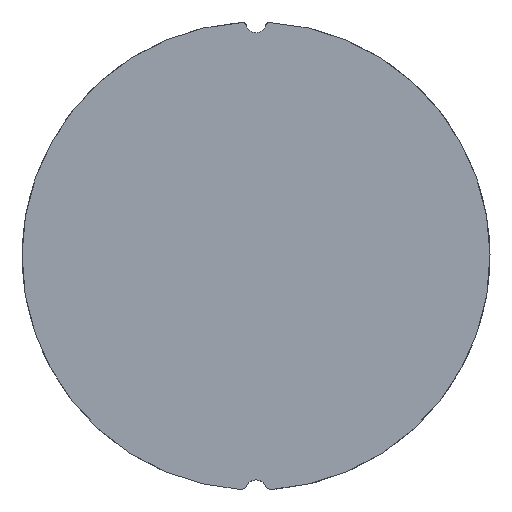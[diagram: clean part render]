
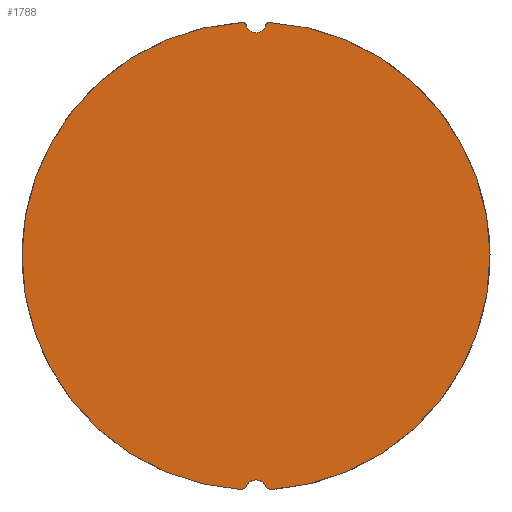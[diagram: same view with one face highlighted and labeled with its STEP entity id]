
A CAD part, front view. The second image highlights one B-rep face of the part: STEP entity #1788.
In plain terms, the highlighted planar face has unit normal (0, -1, 0).
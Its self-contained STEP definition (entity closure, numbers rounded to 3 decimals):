
#8 = AXIS2_PLACEMENT_3D ( 'NONE', #502, #1536, #955 ) ;
#42 = EDGE_CURVE ( 'NONE', #102, #1102, #2205, .T. ) ;
#60 = ORIENTED_EDGE ( 'NONE', *, *, #42, .T. ) ;
#63 = CIRCLE ( 'NONE', #1019, 0.5 ) ;
#96 = ORIENTED_EDGE ( 'NONE', *, *, #1258, .T. ) ;
#98 = CARTESIAN_POINT ( 'NONE',  ( 1.452, 0., 34.069 ) ) ;
#102 = VERTEX_POINT ( 'NONE', #1587 ) ;
#113 = CARTESIAN_POINT ( 'NONE',  ( 0., 0., -34.502 ) ) ;
#148 = EDGE_CURVE ( 'NONE', #1527, #2092, #1185, .T. ) ;
#179 = CARTESIAN_POINT ( 'NONE',  ( 0., 0., 34.446 ) ) ;
#240 = CIRCLE ( 'NONE', #1070, 34.5 ) ;
#306 = ORIENTED_EDGE ( 'NONE', *, *, #1687, .T. ) ;
#312 = DIRECTION ( 'NONE',  ( 0., 1., 0. ) ) ;
#313 = CARTESIAN_POINT ( 'NONE',  ( -2.257, 0., -34.426 ) ) ;
#361 = CIRCLE ( 'NONE', #2148, 1.5 ) ;
#387 = AXIS2_PLACEMENT_3D ( 'NONE', #2651, #2511, #2434 ) ;
#448 = CARTESIAN_POINT ( 'NONE',  ( -1.354, 0., -33.856 ) ) ;
#470 = CARTESIAN_POINT ( 'NONE',  ( -1.452, 0., 34.069 ) ) ;
#476 = ORIENTED_EDGE ( 'NONE', *, *, #148, .T. ) ;
#502 = CARTESIAN_POINT ( 'NONE',  ( 2.257, 0., -33.426 ) ) ;
#524 = DIRECTION ( 'NONE',  ( 0., 1., 0. ) ) ;
#578 = DIRECTION ( 'NONE',  ( 0., 1., 0. ) ) ;
#625 = DIRECTION ( 'NONE',  ( 0., 1., 0. ) ) ;
#648 = ORIENTED_EDGE ( 'NONE', *, *, #1218, .T. ) ;
#730 = CARTESIAN_POINT ( 'NONE',  ( 0., 0., -0.002 ) ) ;
#732 = AXIS2_PLACEMENT_3D ( 'NONE', #113, #312, #1988 ) ;
#739 = CIRCLE ( 'NONE', #1173, 1. ) ;
#797 = VERTEX_POINT ( 'NONE', #98 ) ;
#802 = DIRECTION ( 'NONE',  ( 0., 1., 0. ) ) ;
#822 = VERTEX_POINT ( 'NONE', #313 ) ;
#844 = CARTESIAN_POINT ( 'NONE',  ( -2.257, 0., -33.426 ) ) ;
#845 = CIRCLE ( 'NONE', #2372, 1. ) ;
#894 = DIRECTION ( 'NONE',  ( 0., 1., 0. ) ) ;
#908 = EDGE_CURVE ( 'NONE', #1405, #822, #2206, .T. ) ;
#955 = DIRECTION ( 'NONE',  ( 0., 0., 1. ) ) ;
#981 = DIRECTION ( 'NONE',  ( 0., 1., 0. ) ) ;
#987 = EDGE_CURVE ( 'NONE', #1102, #2654, #63, .T. ) ;
#1011 = CARTESIAN_POINT ( 'NONE',  ( 0., 0., 34.446 ) ) ;
#1019 = AXIS2_PLACEMENT_3D ( 'NONE', #1219, #2070, #2144 ) ;
#1027 = AXIS2_PLACEMENT_3D ( 'NONE', #1175, #802, #2435 ) ;
#1037 = AXIS2_PLACEMENT_3D ( 'NONE', #2656, #524, #2595 ) ;
#1060 = ORIENTED_EDGE ( 'NONE', *, *, #1443, .F. ) ;
#1070 = AXIS2_PLACEMENT_3D ( 'NONE', #730, #894, #2421 ) ;
#1102 = VERTEX_POINT ( 'NONE', #470 ) ;
#1152 = DIRECTION ( 'NONE',  ( 0., -1., 0. ) ) ;
#1173 = AXIS2_PLACEMENT_3D ( 'NONE', #844, #625, #1834 ) ;
#1175 = CARTESIAN_POINT ( 'NONE',  ( -2.257, 0., -33.426 ) ) ;
#1185 = CIRCLE ( 'NONE', #8, 1. ) ;
#1218 = EDGE_CURVE ( 'NONE', #2383, #1527, #845, .T. ) ;
#1219 = CARTESIAN_POINT ( 'NONE',  ( -1.936, 0., 33.943 ) ) ;
#1231 = VERTEX_POINT ( 'NONE', #1313 ) ;
#1232 = CIRCLE ( 'NONE', #1807, 0.5 ) ;
#1258 = EDGE_CURVE ( 'NONE', #797, #102, #361, .T. ) ;
#1313 = CARTESIAN_POINT ( 'NONE',  ( -2.324, 0., -34.424 ) ) ;
#1349 = ORIENTED_EDGE ( 'NONE', *, *, #2463, .F. ) ;
#1389 = CARTESIAN_POINT ( 'NONE',  ( 2.324, 0., -34.424 ) ) ;
#1405 = VERTEX_POINT ( 'NONE', #448 ) ;
#1443 = EDGE_CURVE ( 'NONE', #797, #2142, #1232, .T. ) ;
#1457 = DIRECTION ( 'NONE',  ( 0., 0., 1. ) ) ;
#1458 = FACE_OUTER_BOUND ( 'NONE', #2097, .T. ) ;
#1501 = DIRECTION ( 'NONE',  ( 0., 1., 0. ) ) ;
#1507 = CIRCLE ( 'NONE', #1037, 34.5 ) ;
#1520 = ORIENTED_EDGE ( 'NONE', *, *, #1537, .F. ) ;
#1527 = VERTEX_POINT ( 'NONE', #2607 ) ;
#1536 = DIRECTION ( 'NONE',  ( 0., -1., 0. ) ) ;
#1537 = EDGE_CURVE ( 'NONE', #2142, #2092, #240, .T. ) ;
#1587 = CARTESIAN_POINT ( 'NONE',  ( 0., 0., 32.946 ) ) ;
#1686 = PLANE ( 'NONE',  #387 ) ;
#1687 = EDGE_CURVE ( 'NONE', #1405, #2383, #2006, .T. ) ;
#1788 = ADVANCED_FACE ( 'NONE', ( #1458 ), #1686, .F. ) ;
#1807 = AXIS2_PLACEMENT_3D ( 'NONE', #1902, #1501, #1457 ) ;
#1834 = DIRECTION ( 'NONE',  ( 0., 0., 1. ) ) ;
#1900 = ORIENTED_EDGE ( 'NONE', *, *, #2540, .F. ) ;
#1902 = CARTESIAN_POINT ( 'NONE',  ( 1.936, 0., 33.943 ) ) ;
#1985 = AXIS2_PLACEMENT_3D ( 'NONE', #179, #981, #2499 ) ;
#1988 = DIRECTION ( 'NONE',  ( 0., 0., 1. ) ) ;
#1994 = ORIENTED_EDGE ( 'NONE', *, *, #908, .F. ) ;
#2006 = CIRCLE ( 'NONE', #732, 1.5 ) ;
#2070 = DIRECTION ( 'NONE',  ( 0., -1., 0. ) ) ;
#2092 = VERTEX_POINT ( 'NONE', #1389 ) ;
#2097 = EDGE_LOOP ( 'NONE', ( #2441, #1349, #1900, #1994, #306, #648, #476, #1520, #1060, #96, #60 ) ) ;
#2111 = CARTESIAN_POINT ( 'NONE',  ( 1.354, 0., -33.856 ) ) ;
#2142 = VERTEX_POINT ( 'NONE', #2232 ) ;
#2144 = DIRECTION ( 'NONE',  ( 0., 0., 1. ) ) ;
#2148 = AXIS2_PLACEMENT_3D ( 'NONE', #1011, #578, #2500 ) ;
#2202 = CARTESIAN_POINT ( 'NONE',  ( 2.257, 0., -33.426 ) ) ;
#2205 = CIRCLE ( 'NONE', #1985, 1.5 ) ;
#2206 = CIRCLE ( 'NONE', #1027, 1. ) ;
#2232 = CARTESIAN_POINT ( 'NONE',  ( 1.964, 0., 34.442 ) ) ;
#2372 = AXIS2_PLACEMENT_3D ( 'NONE', #2202, #1152, #2647 ) ;
#2383 = VERTEX_POINT ( 'NONE', #2111 ) ;
#2421 = DIRECTION ( 'NONE',  ( 0., 0., 1. ) ) ;
#2434 = DIRECTION ( 'NONE',  ( 0., 0., 1. ) ) ;
#2435 = DIRECTION ( 'NONE',  ( 0., 0., 1. ) ) ;
#2441 = ORIENTED_EDGE ( 'NONE', *, *, #987, .T. ) ;
#2463 = EDGE_CURVE ( 'NONE', #1231, #2654, #1507, .T. ) ;
#2499 = DIRECTION ( 'NONE',  ( 0., 0., 1. ) ) ;
#2500 = DIRECTION ( 'NONE',  ( 0., 0., 1. ) ) ;
#2511 = DIRECTION ( 'NONE',  ( 0., 1., 0. ) ) ;
#2538 = CARTESIAN_POINT ( 'NONE',  ( -1.964, 0., 34.442 ) ) ;
#2540 = EDGE_CURVE ( 'NONE', #822, #1231, #739, .T. ) ;
#2595 = DIRECTION ( 'NONE',  ( 0., 0., 1. ) ) ;
#2607 = CARTESIAN_POINT ( 'NONE',  ( 2.257, 0., -34.426 ) ) ;
#2647 = DIRECTION ( 'NONE',  ( 0., 0., 1. ) ) ;
#2651 = CARTESIAN_POINT ( 'NONE',  ( 0., 0., 0. ) ) ;
#2654 = VERTEX_POINT ( 'NONE', #2538 ) ;
#2656 = CARTESIAN_POINT ( 'NONE',  ( 0., 0., -0.002 ) ) ;
